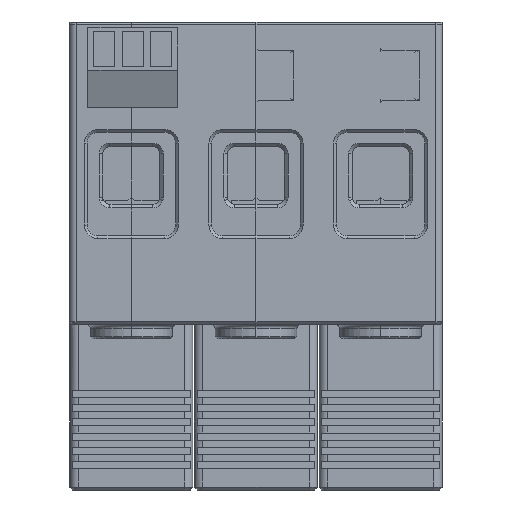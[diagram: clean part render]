
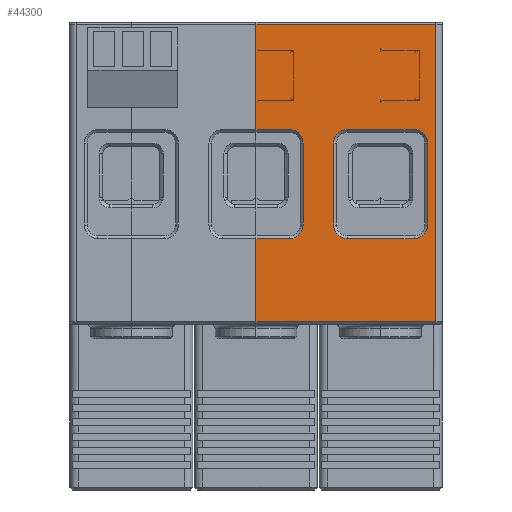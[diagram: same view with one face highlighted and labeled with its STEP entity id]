
A CAD part, left-side view. The second image highlights one B-rep face of the part: STEP entity #44300.
In plain terms, the highlighted planar face has unit normal (-1, 0, 0).
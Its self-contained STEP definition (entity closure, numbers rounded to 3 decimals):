
#1448=DIRECTION('',(0.,1.,0.));
#1449=VECTOR('',#1448,9.4);
#1450=CARTESIAN_POINT('',(-39.6,4.7,19.1));
#1451=LINE('',#1450,#1449);
#1456=DIRECTION('',(0.,0.,-1.));
#1457=VECTOR('',#1456,11.7);
#1458=CARTESIAN_POINT('',(-39.6,26.9,19.1));
#1459=LINE('',#1458,#1457);
#1460=CARTESIAN_POINT('',(-39.6,22.2,21.));
#1461=DIRECTION('',(1.,0.,0.));
#1462=DIRECTION('',(0.,-1.,0.));
#1463=AXIS2_PLACEMENT_3D('',#1460,#1461,#1462);
#1465=CARTESIAN_POINT('',(-39.6,22.2,32.5));
#1466=DIRECTION('',(1.,0.,0.));
#1467=DIRECTION('',(0.,0.,1.));
#1468=AXIS2_PLACEMENT_3D('',#1465,#1466,#1467);
#1470=DIRECTION('',(0.,-1.,0.));
#1471=VECTOR('',#1470,4.7);
#1472=CARTESIAN_POINT('',(-39.6,26.9,34.4));
#1473=LINE('',#1472,#1471);
#1474=DIRECTION('',(0.,0.,-1.));
#1475=VECTOR('',#1474,14.8);
#1476=CARTESIAN_POINT('',(-39.6,26.9,49.2));
#1477=LINE('',#1476,#1475);
#1478=CARTESIAN_POINT('',(-39.6,14.1,32.5));
#1479=DIRECTION('',(1.,0.,0.));
#1480=DIRECTION('',(0.,1.,0.));
#1481=AXIS2_PLACEMENT_3D('',#1478,#1479,#1480);
#1483=CARTESIAN_POINT('',(-39.6,14.1,21.));
#1484=DIRECTION('',(1.,0.,0.));
#1485=DIRECTION('',(0.,0.,-1.));
#1486=AXIS2_PLACEMENT_3D('',#1483,#1484,#1485);
#1488=CARTESIAN_POINT('',(-39.6,4.7,21.));
#1489=DIRECTION('',(-1.,0.,0.));
#1490=DIRECTION('',(0.,0.,-1.));
#1491=AXIS2_PLACEMENT_3D('',#1488,#1489,#1490);
#1493=CARTESIAN_POINT('',(-39.6,4.7,32.5));
#1494=DIRECTION('',(-1.,0.,0.));
#1495=DIRECTION('',(0.,-1.,0.));
#1496=AXIS2_PLACEMENT_3D('',#1493,#1494,#1495);
#1502=DIRECTION('',(0.,-1.,0.));
#1503=VECTOR('',#1502,25.25);
#1504=CARTESIAN_POINT('',(-39.6,26.9,7.4));
#1505=LINE('',#1504,#1503);
#1523=DIRECTION('',(0.,0.,1.));
#1524=VECTOR('',#1523,41.8);
#1525=CARTESIAN_POINT('',(-39.6,1.65,7.4));
#1526=LINE('',#1525,#1524);
#1542=DIRECTION('',(0.,1.,0.));
#1543=VECTOR('',#1542,25.25);
#1544=CARTESIAN_POINT('',(-39.6,1.65,49.2));
#1545=LINE('',#1544,#1543);
#30517=DIRECTION('',(0.,-1.,0.));
#30518=VECTOR('',#30517,4.7);
#30519=CARTESIAN_POINT('',(-39.6,26.9,19.1));
#30520=LINE('',#30519,#30518);
#30578=DIRECTION('',(0.,0.,1.));
#30579=VECTOR('',#30578,11.5);
#30580=CARTESIAN_POINT('',(-39.6,20.3,21.));
#30581=LINE('',#30580,#30579);
#30705=DIRECTION('',(0.,-1.,0.));
#30706=VECTOR('',#30705,9.4);
#30707=CARTESIAN_POINT('',(-39.6,14.1,34.4));
#30708=LINE('',#30707,#30706);
#30742=DIRECTION('',(0.,0.,-1.));
#30743=VECTOR('',#30742,11.5);
#30744=CARTESIAN_POINT('',(-39.6,16.,32.5));
#30745=LINE('',#30744,#30743);
#30784=DIRECTION('',(0.,0.,1.));
#30785=VECTOR('',#30784,11.5);
#30786=CARTESIAN_POINT('',(-39.6,2.8,21.));
#30787=LINE('',#30786,#30785);
#32395=CARTESIAN_POINT('',(-39.6,4.7,34.4));
#32396=VERTEX_POINT('',#32395);
#32397=CARTESIAN_POINT('',(-39.6,2.8,32.5));
#32398=VERTEX_POINT('',#32397);
#32399=CARTESIAN_POINT('',(-39.6,2.8,21.));
#32400=VERTEX_POINT('',#32399);
#32401=CARTESIAN_POINT('',(-39.6,4.7,19.1));
#32402=VERTEX_POINT('',#32401);
#32403=CARTESIAN_POINT('',(-39.6,1.65,7.4));
#32404=CARTESIAN_POINT('',(-39.6,1.65,49.2));
#32405=VERTEX_POINT('',#32403);
#32406=VERTEX_POINT('',#32404);
#34427=CARTESIAN_POINT('',(-39.6,26.9,34.4));
#34428=VERTEX_POINT('',#34427);
#34429=CARTESIAN_POINT('',(-39.6,26.9,49.2));
#34430=VERTEX_POINT('',#34429);
#34669=CARTESIAN_POINT('',(-39.6,26.9,7.4));
#34670=VERTEX_POINT('',#34669);
#34671=CARTESIAN_POINT('',(-39.6,26.9,19.1));
#34672=VERTEX_POINT('',#34671);
#35065=CARTESIAN_POINT('',(-39.6,22.2,34.4));
#35066=VERTEX_POINT('',#35065);
#35067=CARTESIAN_POINT('',(-39.6,16.,32.5));
#35068=CARTESIAN_POINT('',(-39.6,14.1,34.4));
#35069=VERTEX_POINT('',#35067);
#35070=VERTEX_POINT('',#35068);
#35071=CARTESIAN_POINT('',(-39.6,16.,21.));
#35072=VERTEX_POINT('',#35071);
#35073=CARTESIAN_POINT('',(-39.6,14.1,19.1));
#35074=VERTEX_POINT('',#35073);
#35075=CARTESIAN_POINT('',(-39.6,22.2,19.1));
#35076=VERTEX_POINT('',#35075);
#35077=CARTESIAN_POINT('',(-39.6,20.3,21.));
#35078=VERTEX_POINT('',#35077);
#35079=CARTESIAN_POINT('',(-39.6,20.3,32.5));
#35080=VERTEX_POINT('',#35079);
#44258=CARTESIAN_POINT('',(-39.6,5.525,28.3));
#44259=DIRECTION('',(1.,0.,0.));
#44260=DIRECTION('',(0.,0.,1.));
#44261=AXIS2_PLACEMENT_3D('',#44258,#44259,#44260);
#44262=PLANE('',#44261);
#44264=ORIENTED_EDGE('',*,*,#44263,.F.);
#44265=ORIENTED_EDGE('',*,*,#42287,.F.);
#44267=ORIENTED_EDGE('',*,*,#44266,.T.);
#44269=ORIENTED_EDGE('',*,*,#44268,.F.);
#44271=ORIENTED_EDGE('',*,*,#44270,.T.);
#44273=ORIENTED_EDGE('',*,*,#44272,.F.);
#44275=ORIENTED_EDGE('',*,*,#44274,.F.);
#44276=ORIENTED_EDGE('',*,*,#42042,.F.);
#44278=ORIENTED_EDGE('',*,*,#44277,.F.);
#44280=ORIENTED_EDGE('',*,*,#44279,.F.);
#44281=EDGE_LOOP('',(#44264,#44265,#44267,#44269,#44271,#44273,#44275,#44276,
#44278,#44280));
#44282=FACE_OUTER_BOUND('',#44281,.F.);
#44284=ORIENTED_EDGE('',*,*,#44283,.F.);
#44286=ORIENTED_EDGE('',*,*,#44285,.F.);
#44288=ORIENTED_EDGE('',*,*,#44287,.T.);
#44290=ORIENTED_EDGE('',*,*,#44289,.F.);
#44291=ORIENTED_EDGE('',*,*,#44241,.F.);
#44293=ORIENTED_EDGE('',*,*,#44292,.T.);
#44295=ORIENTED_EDGE('',*,*,#44294,.T.);
#44297=ORIENTED_EDGE('',*,*,#44296,.T.);
#44298=EDGE_LOOP('',(#44284,#44286,#44288,#44290,#44291,#44293,#44295,#44297));
#44299=FACE_BOUND('',#44298,.F.);
#44300=ADVANCED_FACE('',(#44282,#44299),#44262,.F.);
#1464=CIRCLE('',#1463,1.9);
#1469=CIRCLE('',#1468,1.9);
#1482=CIRCLE('',#1481,1.9);
#1487=CIRCLE('',#1486,1.9);
#1492=CIRCLE('',#1491,1.9);
#1497=CIRCLE('',#1496,1.9);
#42042=EDGE_CURVE('',#34430,#34428,#1477,.T.);
#42287=EDGE_CURVE('',#34672,#34670,#1459,.T.);
#44241=EDGE_CURVE('',#32402,#35074,#1451,.T.);
#44263=EDGE_CURVE('',#34670,#32405,#1505,.T.);
#44266=EDGE_CURVE('',#34672,#35076,#30520,.T.);
#44268=EDGE_CURVE('',#35078,#35076,#1464,.T.);
#44270=EDGE_CURVE('',#35078,#35080,#30581,.T.);
#44272=EDGE_CURVE('',#35066,#35080,#1469,.T.);
#44274=EDGE_CURVE('',#34428,#35066,#1473,.T.);
#44277=EDGE_CURVE('',#32406,#34430,#1545,.T.);
#44279=EDGE_CURVE('',#32405,#32406,#1526,.T.);
#44283=EDGE_CURVE('',#35070,#32396,#30708,.T.);
#44285=EDGE_CURVE('',#35069,#35070,#1482,.T.);
#44287=EDGE_CURVE('',#35069,#35072,#30745,.T.);
#44289=EDGE_CURVE('',#35074,#35072,#1487,.T.);
#44292=EDGE_CURVE('',#32402,#32400,#1492,.T.);
#44294=EDGE_CURVE('',#32400,#32398,#30787,.T.);
#44296=EDGE_CURVE('',#32398,#32396,#1497,.T.);
